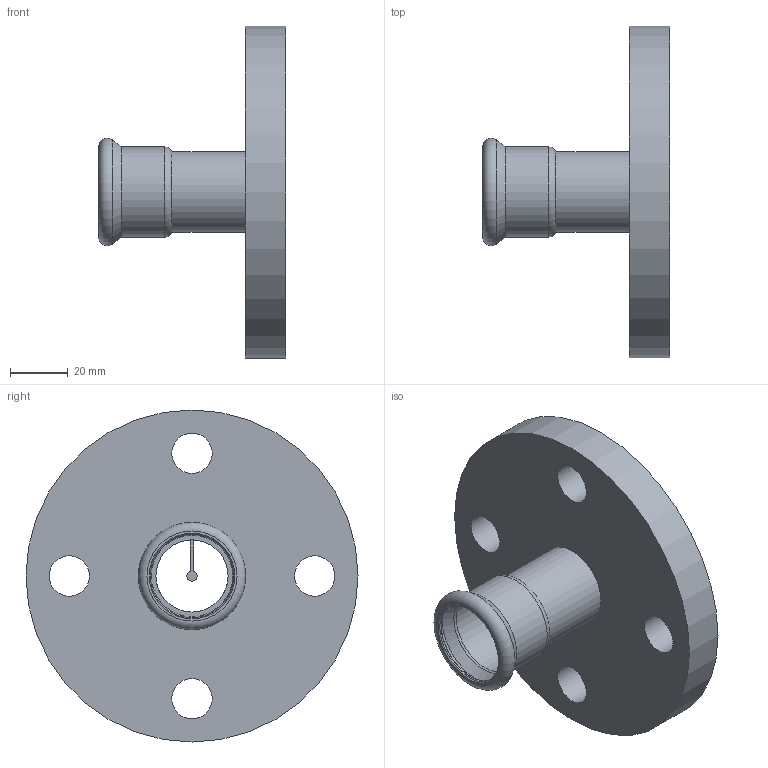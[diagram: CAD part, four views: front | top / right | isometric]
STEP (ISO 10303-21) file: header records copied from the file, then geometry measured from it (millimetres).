
FILE_DESCRIPTION(/* description */ (''),/* implementation_level */ '2;1');
FILE_NAME(/* name */ '34180.stp',/* time_stamp */ '2014-04-01T20:32:32+02:00',/* author */ ('bruh'),/* organization */ (''),/* preprocessor_version */ 'ST-DEVELOPER v15.2',/* originating_system */ 'Autodesk Inventor 2014',/* authorisation */ '');
FILE_SCHEMA (('AUTOMOTIVE_DESIGN { 1 0 10303 214 3 1 1 }'));
Length unit declared in the file: millimetre
Products named in the file (3): 100187; 90844; 34180
Bounding box: 64.8 x 115 x 115 mm (x, y, z)
Volume: 136709.7 mm3; surface area: 37287.8 mm2
Topology: 2 solids, 2 shells, 30 faces, 63 edges, 39 vertices
Faces by surface type: cylinder 12, plane 9, cone 5, torus 4
Full cylindrical faces by diameter (mm): 14 x4, 25 x1, 26 x1, 28 x1, 28.2 x1, 28.8 x1, 31.3 x1, 115 x1
Entity records: 811 total; most frequent: DIRECTION 144, CARTESIAN_POINT 113, ORIENTED_EDGE 82, AXIS2_PLACEMENT_3D 68, EDGE_LOOP 64, EDGE_CURVE 41, FACE_BOUND 37, VERTEX_POINT 37
